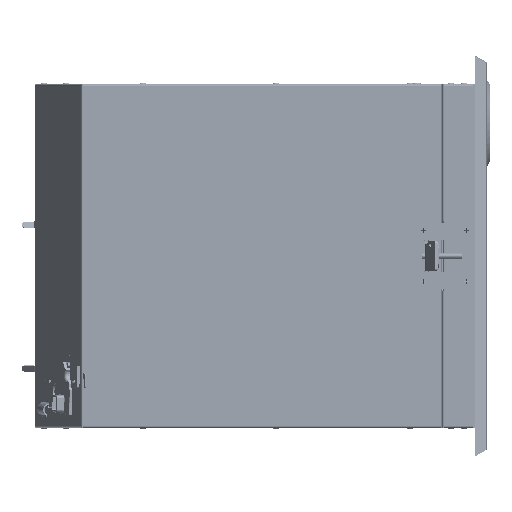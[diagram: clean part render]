
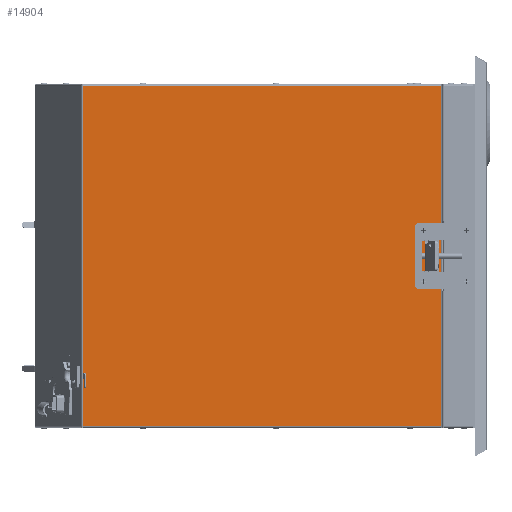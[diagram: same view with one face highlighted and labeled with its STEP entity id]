
A CAD part, left-side view. The second image highlights one B-rep face of the part: STEP entity #14904.
In plain terms, the highlighted planar face has unit normal (-1, 0, 0).
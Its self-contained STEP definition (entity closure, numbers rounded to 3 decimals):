
#1342=DIRECTION('',(0.,1.,0.));
#1343=VECTOR('',#1342,268.017);
#1344=CARTESIAN_POINT('',(-219.1,-304.1,-127.1));
#1345=LINE('',#1344,#1343);
#1436=DIRECTION('',(0.,0.,1.));
#1437=VECTOR('',#1436,254.2);
#1438=CARTESIAN_POINT('',(-219.1,-304.1,-127.1));
#1439=LINE('',#1438,#1437);
#2219=DIRECTION('',(0.,-1.,0.));
#2220=VECTOR('',#2219,268.017);
#2221=CARTESIAN_POINT('',(-219.1,-36.083,127.1));
#2222=LINE('',#2221,#2220);
#4409=DIRECTION('',(0.,0.,1.));
#4410=VECTOR('',#4409,254.2);
#4411=CARTESIAN_POINT('',(-219.1,-36.083,-127.1));
#4412=LINE('',#4411,#4410);
#6908=CARTESIAN_POINT('',(-219.1,-304.1,127.1));
#6909=VERTEX_POINT('',#6908);
#6914=CARTESIAN_POINT('',(-219.1,-36.083,127.1));
#6915=VERTEX_POINT('',#6914);
#7050=CARTESIAN_POINT('',(-219.1,-304.1,-127.1));
#7051=VERTEX_POINT('',#7050);
#7054=CARTESIAN_POINT('',(-219.1,-36.083,-127.1));
#7055=VERTEX_POINT('',#7054);
#14893=CARTESIAN_POINT('',(-219.1,-36.083,-128.5));
#14894=DIRECTION('',(-1.,0.,0.));
#14895=DIRECTION('',(0.,-1.,0.));
#14896=AXIS2_PLACEMENT_3D('',#14893,#14894,#14895);
#14897=PLANE('',#14896);
#14898=ORIENTED_EDGE('',*,*,#10413,.T.);
#14899=ORIENTED_EDGE('',*,*,#10332,.T.);
#14900=ORIENTED_EDGE('',*,*,#11654,.T.);
#14901=ORIENTED_EDGE('',*,*,#10541,.F.);
#14902=EDGE_LOOP('',(#14898,#14899,#14900,#14901));
#14903=FACE_OUTER_BOUND('',#14902,.F.);
#10332=EDGE_CURVE('',#7055,#6915,#4412,.T.);
#10413=EDGE_CURVE('',#7051,#7055,#1345,.T.);
#10541=EDGE_CURVE('',#7051,#6909,#1439,.T.);
#11654=EDGE_CURVE('',#6915,#6909,#2222,.T.);
#14904=ADVANCED_FACE('',(#14903),#14897,.T.);
